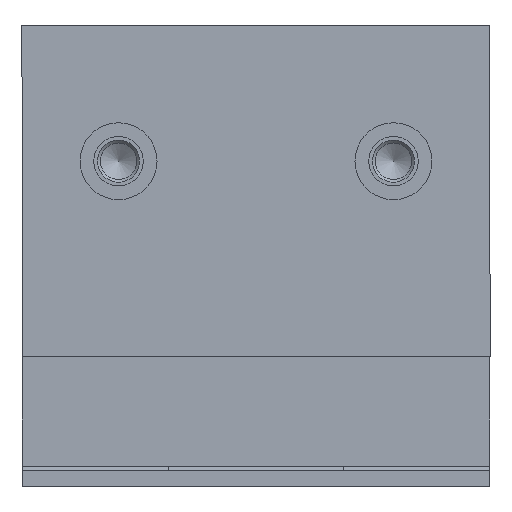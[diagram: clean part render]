
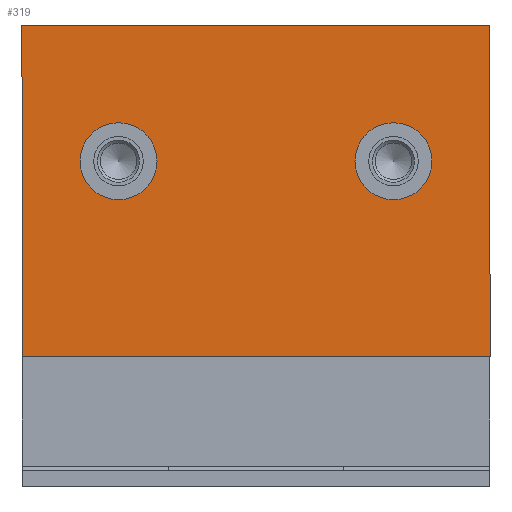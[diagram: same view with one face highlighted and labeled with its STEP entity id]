
A CAD part, left-side view. The second image highlights one B-rep face of the part: STEP entity #319.
In plain terms, the highlighted face is planar.
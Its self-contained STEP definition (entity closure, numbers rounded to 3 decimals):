
#319 = ADVANCED_FACE( '', ( #535, #536, #537 ), #538, .T. );
#535 = FACE_BOUND( '', #771, .T. );
#536 = FACE_BOUND( '', #772, .T. );
#537 = FACE_OUTER_BOUND( '', #773, .T. );
#538 = PLANE( '', #774 );
#771 = EDGE_LOOP( '', ( #1539 ) );
#772 = EDGE_LOOP( '', ( #1540 ) );
#773 = EDGE_LOOP( '', ( #1541, #1542, #1543, #1544 ) );
#774 = AXIS2_PLACEMENT_3D( '', #1545, #1546, #1547 );
#1539 = ORIENTED_EDGE( '', *, *, #1835, .T. );
#1540 = ORIENTED_EDGE( '', *, *, #1836, .T. );
#1541 = ORIENTED_EDGE( '', *, *, #1833, .T. );
#1542 = ORIENTED_EDGE( '', *, *, #1837, .T. );
#1543 = ORIENTED_EDGE( '', *, *, #1838, .T. );
#1544 = ORIENTED_EDGE( '', *, *, #1839, .T. );
#1545 = CARTESIAN_POINT( '', ( -42.55, -30.1, 14. ) );
#1546 = DIRECTION( '', ( 0., 0., 1. ) );
#1547 = DIRECTION( '', ( 1., 0., 0. ) );
#1833 = EDGE_CURVE( '', #2215, #2213, #2216, .T. );
#1835 = EDGE_CURVE( '', #2218, #2218, #2219, .T. );
#1836 = EDGE_CURVE( '', #2220, #2220, #2221, .T. );
#1837 = EDGE_CURVE( '', #2213, #2222, #2223, .T. );
#1838 = EDGE_CURVE( '', #2222, #2224, #2225, .T. );
#1839 = EDGE_CURVE( '', #2224, #2215, #2226, .T. );
#2213 = VERTEX_POINT( '', #2769 );
#2215 = VERTEX_POINT( '', #2772 );
#2216 = LINE( '', #2773, #2774 );
#2218 = VERTEX_POINT( '', #2777 );
#2219 = CIRCLE( '', #2778, 7. );
#2220 = VERTEX_POINT( '', #2779 );
#2221 = CIRCLE( '', #2780, 7. );
#2222 = VERTEX_POINT( '', #2781 );
#2223 = LINE( '', #2782, #2783 );
#2224 = VERTEX_POINT( '', #2784 );
#2225 = LINE( '', #2785, #2786 );
#2226 = LINE( '', #2787, #2788 );
#2769 = CARTESIAN_POINT( '', ( -42.55, -30.1, 14. ) );
#2772 = CARTESIAN_POINT( '', ( -42.55, 30.1, 14. ) );
#2773 = CARTESIAN_POINT( '', ( -42.55, 30.1, 14. ) );
#2774 = VECTOR( '', #3164, 1000. );
#2777 = CARTESIAN_POINT( '', ( -25., -1.6, 14. ) );
#2778 = AXIS2_PLACEMENT_3D( '', #3166, #3167, #3168 );
#2779 = CARTESIAN_POINT( '', ( 25., -1.6, 14. ) );
#2780 = AXIS2_PLACEMENT_3D( '', #3169, #3170, #3171 );
#2781 = CARTESIAN_POINT( '', ( 42.55, -30.1, 14. ) );
#2782 = CARTESIAN_POINT( '', ( -42.55, -30.1, 14. ) );
#2783 = VECTOR( '', #3172, 1000. );
#2784 = CARTESIAN_POINT( '', ( 42.55, 30.1, 14. ) );
#2785 = CARTESIAN_POINT( '', ( 42.55, -30.1, 14. ) );
#2786 = VECTOR( '', #3173, 1000. );
#2787 = CARTESIAN_POINT( '', ( 42.55, 30.1, 14. ) );
#2788 = VECTOR( '', #3174, 1000. );
#3164 = DIRECTION( '', ( 0., -1., 0. ) );
#3166 = CARTESIAN_POINT( '', ( -25., 5.4, 14. ) );
#3167 = DIRECTION( '', ( 0., 0., -1. ) );
#3168 = DIRECTION( '', ( 0., -1., 0. ) );
#3169 = CARTESIAN_POINT( '', ( 25., 5.4, 14. ) );
#3170 = DIRECTION( '', ( 0., 0., -1. ) );
#3171 = DIRECTION( '', ( 0., -1., 0. ) );
#3172 = DIRECTION( '', ( 1., 0., 0. ) );
#3173 = DIRECTION( '', ( 0., 1., 0. ) );
#3174 = DIRECTION( '', ( -1., 0., 0. ) );
